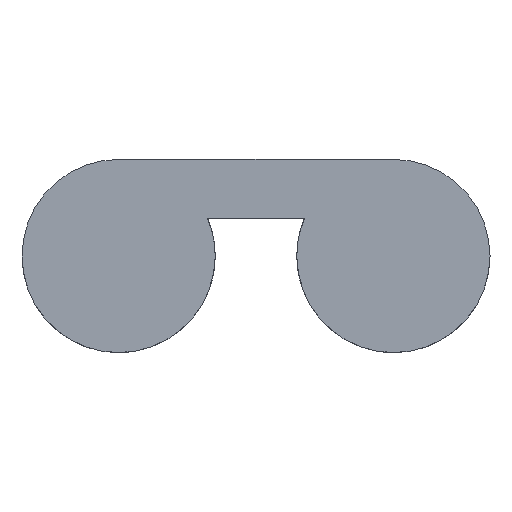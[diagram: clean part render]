
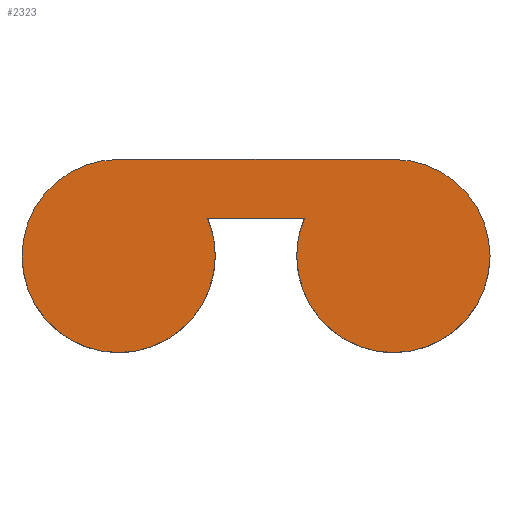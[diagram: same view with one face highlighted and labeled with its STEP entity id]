
A CAD part, top view. The second image highlights one B-rep face of the part: STEP entity #2323.
In plain terms, the highlighted planar face has unit normal (0, 0, 1).
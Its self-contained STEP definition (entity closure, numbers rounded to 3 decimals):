
#30 = CARTESIAN_POINT ( 'NONE',  ( -67.344, 0.946, 5.7 ) ) ;
#67 = CIRCLE ( 'NONE', #2774, 14.763 ) ;
#117 = VECTOR ( 'NONE', #616, 1000. ) ;
#153 = CARTESIAN_POINT ( 'NONE',  ( -109.344, -13.816, 5.7 ) ) ;
#177 = AXIS2_PLACEMENT_3D ( 'NONE', #3064, #864, #2826 ) ;
#210 = VERTEX_POINT ( 'NONE', #417 ) ;
#244 = DIRECTION ( 'NONE',  ( 1., 0., 0. ) ) ;
#271 = AXIS2_PLACEMENT_3D ( 'NONE', #153, #824, #3055 ) ;
#339 = CIRCLE ( 'NONE', #177, 14.763 ) ;
#417 = CARTESIAN_POINT ( 'NONE',  ( -82.107, -13.816, 5.7 ) ) ;
#446 = CARTESIAN_POINT ( 'NONE',  ( -52.581, -13.816, 5.7 ) ) ;
#473 = CIRCLE ( 'NONE', #271, 14.763 ) ;
#509 = CARTESIAN_POINT ( 'NONE',  ( -109.344, -13.816, 5.7 ) ) ;
#523 = EDGE_CURVE ( 'NONE', #926, #1289, #473, .T. ) ;
#537 = CIRCLE ( 'NONE', #2325, 14.763 ) ;
#616 = DIRECTION ( 'NONE',  ( -1., 0., 0. ) ) ;
#617 = EDGE_CURVE ( 'NONE', #1422, #830, #635, .T. ) ;
#622 = EDGE_CURVE ( 'NONE', #1282, #1422, #67, .T. ) ;
#635 = LINE ( 'NONE', #2332, #117 ) ;
#650 = VERTEX_POINT ( 'NONE', #2857 ) ;
#674 = PLANE ( 'NONE',  #2243 ) ;
#700 = LINE ( 'NONE', #2351, #1140 ) ;
#734 = CARTESIAN_POINT ( 'NONE',  ( -124.107, -13.816, 5.7 ) ) ;
#740 = CARTESIAN_POINT ( 'NONE',  ( -67.344, -13.816, 5.7 ) ) ;
#775 = ORIENTED_EDGE ( 'NONE', *, *, #622, .T. ) ;
#801 = EDGE_CURVE ( 'NONE', #650, #210, #1085, .T. ) ;
#824 = DIRECTION ( 'NONE',  ( 0., 0., 1. ) ) ;
#830 = VERTEX_POINT ( 'NONE', #2768 ) ;
#864 = DIRECTION ( 'NONE',  ( 0., 0., 1. ) ) ;
#926 = VERTEX_POINT ( 'NONE', #2275 ) ;
#1012 = ORIENTED_EDGE ( 'NONE', *, *, #523, .T. ) ;
#1085 = CIRCLE ( 'NONE', #2469, 14.763 ) ;
#1140 = VECTOR ( 'NONE', #2851, 1000. ) ;
#1208 = ORIENTED_EDGE ( 'NONE', *, *, #617, .T. ) ;
#1282 = VERTEX_POINT ( 'NONE', #446 ) ;
#1289 = VERTEX_POINT ( 'NONE', #1871 ) ;
#1360 = DIRECTION ( 'NONE',  ( 0., 0., 1. ) ) ;
#1417 = DIRECTION ( 'NONE',  ( 0., 0., 1. ) ) ;
#1422 = VERTEX_POINT ( 'NONE', #30 ) ;
#1452 = DIRECTION ( 'NONE',  ( 0., 0., 1. ) ) ;
#1475 = EDGE_CURVE ( 'NONE', #830, #2889, #537, .T. ) ;
#1600 = CARTESIAN_POINT ( 'NONE',  ( -67.344, -13.816, 5.7 ) ) ;
#1620 = DIRECTION ( 'NONE',  ( 1., 0., 0. ) ) ;
#1644 = FACE_OUTER_BOUND ( 'NONE', #1966, .T. ) ;
#1704 = DIRECTION ( 'NONE',  ( 0., 0., 1. ) ) ;
#1728 = DIRECTION ( 'NONE',  ( 1., 0., 0. ) ) ;
#1729 = ORIENTED_EDGE ( 'NONE', *, *, #801, .T. ) ;
#1760 = EDGE_CURVE ( 'NONE', #210, #1282, #339, .T. ) ;
#1871 = CARTESIAN_POINT ( 'NONE',  ( -95.752, -8.054, 5.7 ) ) ;
#1966 = EDGE_LOOP ( 'NONE', ( #1729, #2423, #775, #1208, #2394, #2321, #1012, #2249 ) ) ;
#2243 = AXIS2_PLACEMENT_3D ( 'NONE', #3145, #1417, #2621 ) ;
#2249 = ORIENTED_EDGE ( 'NONE', *, *, #2796, .T. ) ;
#2275 = CARTESIAN_POINT ( 'NONE',  ( -94.581, -13.816, 5.7 ) ) ;
#2321 = ORIENTED_EDGE ( 'NONE', *, *, #2980, .T. ) ;
#2323 = ADVANCED_FACE ( 'NONE', ( #1644 ), #674, .T. ) ;
#2325 = AXIS2_PLACEMENT_3D ( 'NONE', #509, #1452, #2941 ) ;
#2332 = CARTESIAN_POINT ( 'NONE',  ( -67.344, 0.946, 5.7 ) ) ;
#2351 = CARTESIAN_POINT ( 'NONE',  ( -80.924, -8.027, 5.7 ) ) ;
#2394 = ORIENTED_EDGE ( 'NONE', *, *, #1475, .T. ) ;
#2423 = ORIENTED_EDGE ( 'NONE', *, *, #1760, .T. ) ;
#2469 = AXIS2_PLACEMENT_3D ( 'NONE', #740, #2687, #1728 ) ;
#2621 = DIRECTION ( 'NONE',  ( 1., 0., 0. ) ) ;
#2629 = CIRCLE ( 'NONE', #2830, 14.763 ) ;
#2682 = CARTESIAN_POINT ( 'NONE',  ( -109.344, -13.816, 5.7 ) ) ;
#2687 = DIRECTION ( 'NONE',  ( 0., 0., 1. ) ) ;
#2768 = CARTESIAN_POINT ( 'NONE',  ( -109.344, 0.946, 5.7 ) ) ;
#2774 = AXIS2_PLACEMENT_3D ( 'NONE', #1600, #1360, #1620 ) ;
#2796 = EDGE_CURVE ( 'NONE', #1289, #650, #700, .T. ) ;
#2826 = DIRECTION ( 'NONE',  ( 1., 0., 0. ) ) ;
#2830 = AXIS2_PLACEMENT_3D ( 'NONE', #2682, #1704, #244 ) ;
#2851 = DIRECTION ( 'NONE',  ( 1., 0.002, 0. ) ) ;
#2857 = CARTESIAN_POINT ( 'NONE',  ( -80.924, -8.027, 5.7 ) ) ;
#2889 = VERTEX_POINT ( 'NONE', #734 ) ;
#2941 = DIRECTION ( 'NONE',  ( 1., 0., 0. ) ) ;
#2980 = EDGE_CURVE ( 'NONE', #2889, #926, #2629, .T. ) ;
#3055 = DIRECTION ( 'NONE',  ( 1., 0., 0. ) ) ;
#3064 = CARTESIAN_POINT ( 'NONE',  ( -67.344, -13.816, 5.7 ) ) ;
#3145 = CARTESIAN_POINT ( 'NONE',  ( -67.344, -13.816, 5.7 ) ) ;
